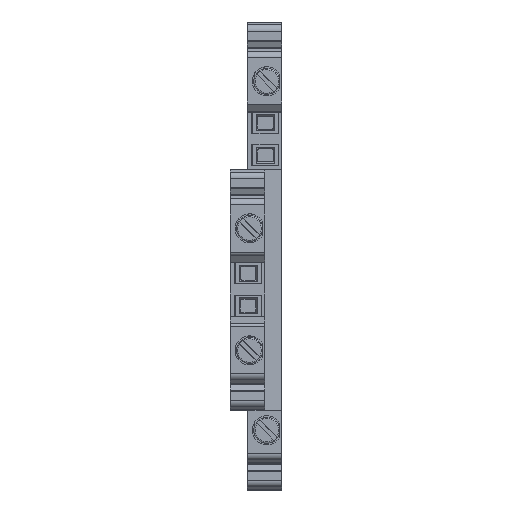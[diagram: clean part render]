
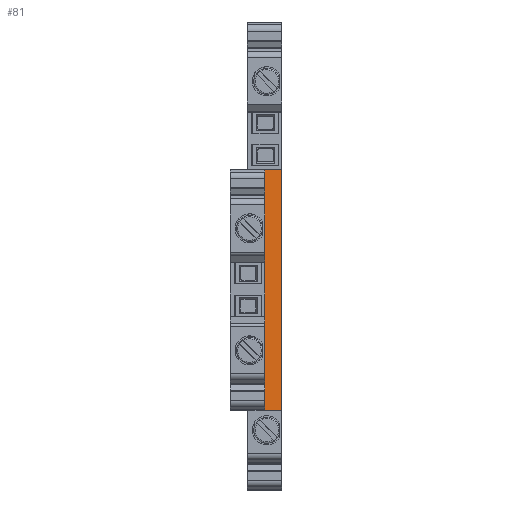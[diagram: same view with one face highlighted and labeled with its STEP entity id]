
A CAD part, top view. The second image highlights one B-rep face of the part: STEP entity #81.
In plain terms, the highlighted planar face has unit normal (0.707, 0, 0.707).
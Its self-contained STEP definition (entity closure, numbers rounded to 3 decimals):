
#81=ADVANCED_FACE('',(#476),#477,.F.);
#476=FACE_OUTER_BOUND('',#1209,.T.);
#477=PLANE('',#1210);
#1209=EDGE_LOOP('',(#2378,#2379,#2380,#2381));
#1210=AXIS2_PLACEMENT_3D('',#2382,#2383,#2384);
#2378=ORIENTED_EDGE('',*,*,#5303,.F.);
#2379=ORIENTED_EDGE('',*,*,#5302,.T.);
#2380=ORIENTED_EDGE('',*,*,#5304,.T.);
#2381=ORIENTED_EDGE('',*,*,#5305,.T.);
#2382=CARTESIAN_POINT('',(-0.242,61.118,20.156));
#2383=DIRECTION('',(-0.707,0.,-0.707));
#2384=DIRECTION('',(0.707,0.,-0.707));
#5302=EDGE_CURVE('',#6486,#6601,#6603,.T.);
#5303=EDGE_CURVE('',#6486,#6604,#6605,.T.);
#5304=EDGE_CURVE('',#6601,#6606,#6607,.T.);
#5305=EDGE_CURVE('',#6606,#6604,#6608,.T.);
#6486=VERTEX_POINT('',#8380);
#6601=VERTEX_POINT('',#8530);
#6603=LINE('',#8533,#8534);
#6604=VERTEX_POINT('',#8535);
#6605=LINE('',#8536,#8537);
#6606=VERTEX_POINT('',#8538);
#6607=LINE('',#8539,#8540);
#6608=LINE('',#8541,#8542);
#8380=CARTESIAN_POINT('',(-2.575,60.968,22.488));
#8530=CARTESIAN_POINT('',(-2.575,24.968,22.488));
#8533=CARTESIAN_POINT('',(-2.575,60.968,22.488));
#8534=VECTOR('',#11109,36.);
#8535=CARTESIAN_POINT('',(0.,60.968,19.913));
#8536=CARTESIAN_POINT('',(-2.575,60.968,22.488));
#8537=VECTOR('',#11110,3.642);
#8538=CARTESIAN_POINT('',(0.,24.83,19.913));
#8539=CARTESIAN_POINT('',(-2.575,24.968,22.488));
#8540=VECTOR('',#11111,3.644);
#8541=CARTESIAN_POINT('',(0.,24.83,19.913));
#8542=VECTOR('',#11112,36.138);
#11109=DIRECTION('',(0.,-1.0,0.));
#11110=DIRECTION('',(0.707,0.,-0.707));
#11111=DIRECTION('',(0.707,-0.038,-0.707));
#11112=DIRECTION('',(0.,1.0,0.));
